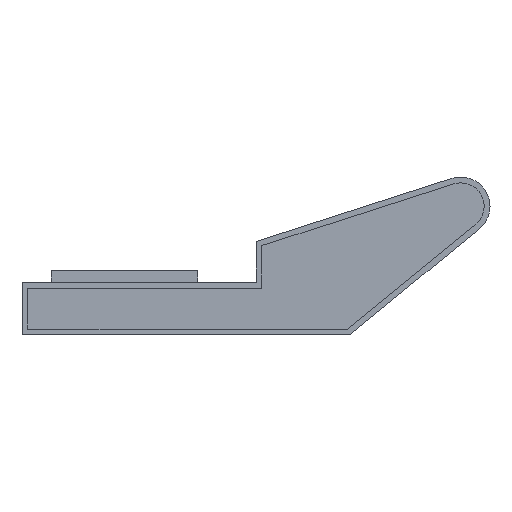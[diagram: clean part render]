
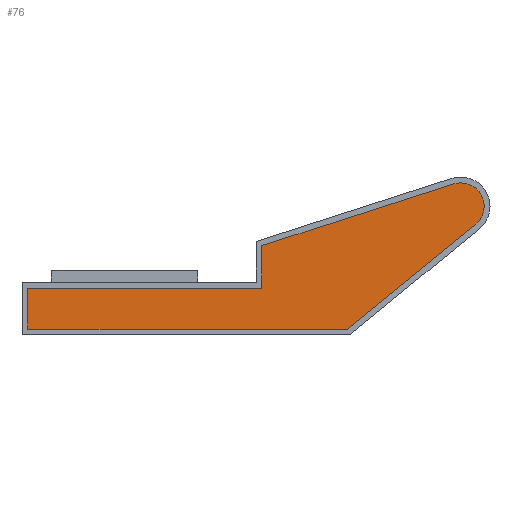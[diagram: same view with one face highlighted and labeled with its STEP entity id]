
A CAD part, front view. The second image highlights one B-rep face of the part: STEP entity #76.
In plain terms, the highlighted planar face has unit normal (0, -1, 0).
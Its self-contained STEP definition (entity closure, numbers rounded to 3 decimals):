
#76 = ADVANCED_FACE( '', ( #164 ), #165, .F. );
#164 = FACE_OUTER_BOUND( '', #264, .T. );
#165 = PLANE( '', #265 );
#264 = EDGE_LOOP( '', ( #416, #417, #418, #419, #420, #421, #422 ) );
#265 = AXIS2_PLACEMENT_3D( '', #423, #424, #425 );
#416 = ORIENTED_EDGE( '', *, *, #647, .F. );
#417 = ORIENTED_EDGE( '', *, *, #628, .F. );
#418 = ORIENTED_EDGE( '', *, *, #605, .F. );
#419 = ORIENTED_EDGE( '', *, *, #648, .F. );
#420 = ORIENTED_EDGE( '', *, *, #600, .F. );
#421 = ORIENTED_EDGE( '', *, *, #596, .F. );
#422 = ORIENTED_EDGE( '', *, *, #625, .F. );
#423 = CARTESIAN_POINT( '', ( 4.7, -24.995, 1.75 ) );
#424 = DIRECTION( '', ( 0., 1., 0. ) );
#425 = DIRECTION( '', ( 0., 0., 1. ) );
#596 = EDGE_CURVE( '', #701, #703, #704, .T. );
#600 = EDGE_CURVE( '', #703, #709, #710, .T. );
#605 = EDGE_CURVE( '', #716, #718, #719, .T. );
#625 = EDGE_CURVE( '', #752, #701, #754, .T. );
#628 = EDGE_CURVE( '', #718, #757, #758, .T. );
#647 = EDGE_CURVE( '', #757, #752, #787, .T. );
#648 = EDGE_CURVE( '', #709, #716, #788, .T. );
#701 = VERTEX_POINT( '', #856 );
#703 = VERTEX_POINT( '', #859 );
#704 = LINE( '', #860, #861 );
#709 = VERTEX_POINT( '', #868 );
#710 = LINE( '', #869, #870 );
#716 = VERTEX_POINT( '', #878 );
#718 = VERTEX_POINT( '', #881 );
#719 = CIRCLE( '', #882, 0.4 );
#752 = VERTEX_POINT( '', #928 );
#754 = LINE( '', #931, #932 );
#757 = VERTEX_POINT( '', #936 );
#758 = LINE( '', #937, #938 );
#787 = LINE( '', #980, #981 );
#788 = LINE( '', #982, #983 );
#856 = CARTESIAN_POINT( '', ( -2.7, -24.995, 0.35 ) );
#859 = CARTESIAN_POINT( '', ( 1.3, -24.995, 0.35 ) );
#860 = CARTESIAN_POINT( '', ( -2.7, -24.995, 0.35 ) );
#861 = VECTOR( '', #1079, 1000. );
#868 = CARTESIAN_POINT( '', ( 1.3, -24.995, 1.077 ) );
#869 = CARTESIAN_POINT( '', ( 1.3, -24.995, 0.35 ) );
#870 = VECTOR( '', #1082, 1000. );
#878 = CARTESIAN_POINT( '', ( 4.578, -24.995, 2.131 ) );
#881 = CARTESIAN_POINT( '', ( 4.953, -24.995, 1.44 ) );
#882 = AXIS2_PLACEMENT_3D( '', #1086, #1087, #1088 );
#928 = CARTESIAN_POINT( '', ( -2.7, -24.995, -0.35 ) );
#931 = CARTESIAN_POINT( '', ( -2.7, -24.995, -0.35 ) );
#932 = VECTOR( '', #1106, 1000. );
#936 = CARTESIAN_POINT( '', ( 2.764, -24.995, -0.35 ) );
#937 = CARTESIAN_POINT( '', ( 4.953, -24.995, 1.44 ) );
#938 = VECTOR( '', #1108, 1000. );
#980 = CARTESIAN_POINT( '', ( 2.764, -24.995, -0.35 ) );
#981 = VECTOR( '', #1125, 1000. );
#982 = CARTESIAN_POINT( '', ( 1.3, -24.995, 1.077 ) );
#983 = VECTOR( '', #1126, 1000. );
#1079 = DIRECTION( '', ( 1., 0., 0. ) );
#1082 = DIRECTION( '', ( 0., 0., 1. ) );
#1086 = CARTESIAN_POINT( '', ( 4.7, -24.995, 1.75 ) );
#1087 = DIRECTION( '', ( 0., 1., 0. ) );
#1088 = DIRECTION( '', ( -1., 0., 0. ) );
#1106 = DIRECTION( '', ( 0., 0., 1. ) );
#1108 = DIRECTION( '', ( -0.774, 0., -0.633 ) );
#1125 = DIRECTION( '', ( -1., 0., 0. ) );
#1126 = DIRECTION( '', ( 0.952, 0., 0.306 ) );
